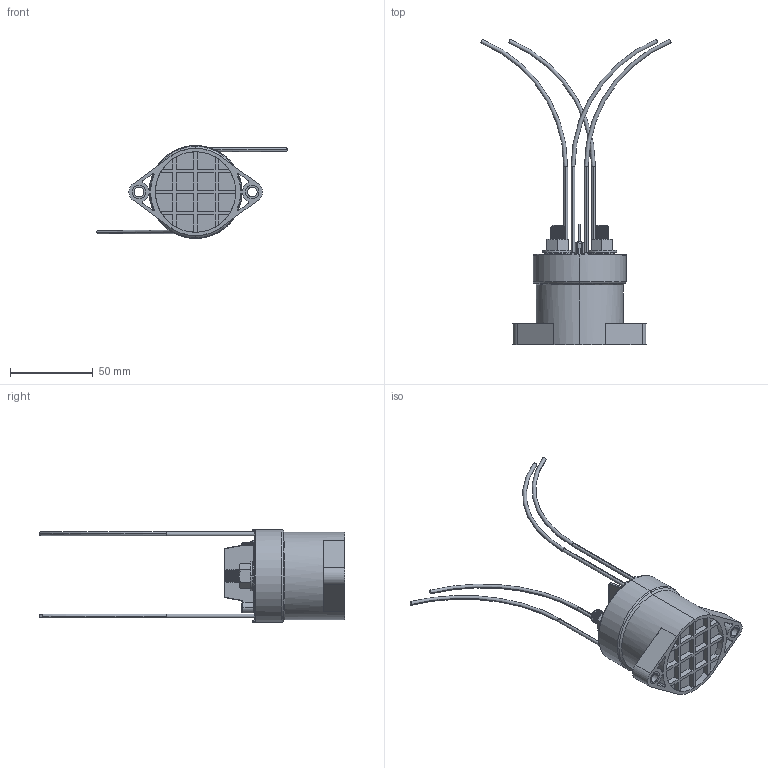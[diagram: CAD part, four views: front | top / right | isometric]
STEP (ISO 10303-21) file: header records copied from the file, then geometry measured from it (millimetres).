
FILE_DESCRIPTION (( 'STEP AP214' ), '1' );
FILE_NAME ('HX200_Aux_step_122115.STEP', '2015-12-21T19:07:28', ( 'Temp' ), ( '' ), 'SwSTEP 2.0', 'SolidWorks 2014', '' );
FILE_SCHEMA (( 'AUTOMOTIVE_DESIGN' ));
Length unit declared in the file: inch
Products named in the file (1): HX200_Aux_step_122115
Bounding box: 114.71 x 184.08 x 56.01 mm (x, y, z)
Volume: 39000 mm3; surface area: 45203.5 mm2
Topology: 14 solids, 14 shells, 1174 faces, 3051 edges, 1954 vertices
Faces by surface type: plane 555, cylinder 401, torus 123, cone 53, bspline 32, sphere 10
Entity records: 56511 total; most frequent: CARTESIAN_POINT 13766, ORIENTED_EDGE 6066, DIRECTION 5384, EDGE_CURVE 3033, VERTEX_POINT 1950, AXIS2_PLACEMENT_3D 1930, VECTOR 1524, LINE 1524
